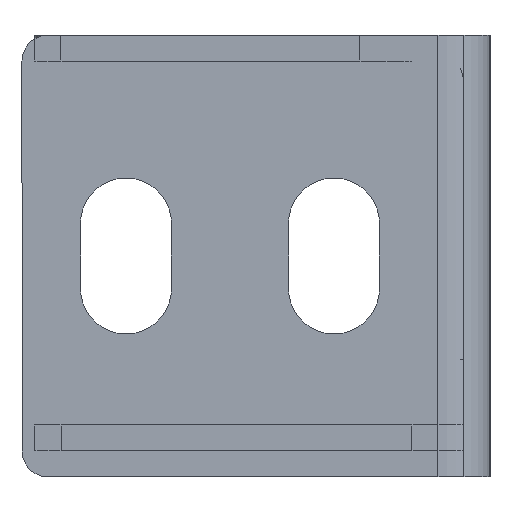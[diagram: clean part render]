
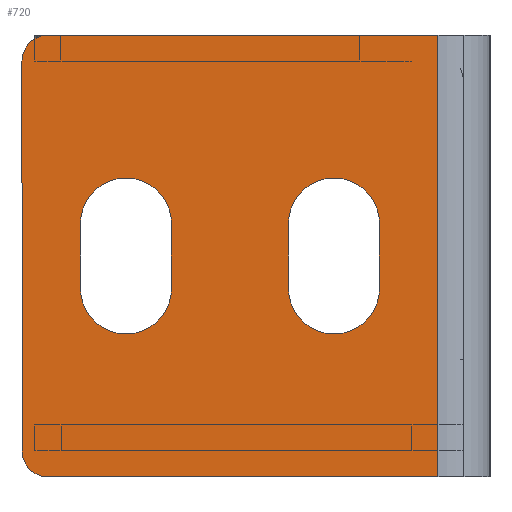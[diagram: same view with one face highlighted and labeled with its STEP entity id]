
A CAD part, left-side view. The second image highlights one B-rep face of the part: STEP entity #720.
In plain terms, the highlighted planar face has unit normal (-1, 0, 0).
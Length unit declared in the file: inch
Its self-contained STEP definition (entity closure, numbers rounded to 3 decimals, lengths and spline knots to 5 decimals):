
#1 = ORIENTED_EDGE ( 'NONE', *, *, #3559, .T. ) ;
#84 = DIRECTION ( 'NONE',  ( 0., 0., 1. ) ) ;
#101 = CARTESIAN_POINT ( 'NONE',  ( -43.0625, -0.625, 1.09375 ) ) ;
#111 = VERTEX_POINT ( 'NONE', #2713 ) ;
#124 = CARTESIAN_POINT ( 'NONE',  ( -43.0625, 0.375, 1.09375 ) ) ;
#128 = CARTESIAN_POINT ( 'NONE',  ( -43.0625, -0.40625, 1.09375 ) ) ;
#157 = EDGE_LOOP ( 'NONE', ( #2920, #561, #1, #2714 ) ) ;
#243 = EDGE_CURVE ( 'NONE', #3136, #4802, #667, .T. ) ;
#322 = DIRECTION ( 'NONE',  ( 0., 0., -1. ) ) ;
#368 = EDGE_LOOP ( 'NONE', ( #1913, #1571, #2362, #2395, #2788, #3401 ) ) ;
#440 = DIRECTION ( 'NONE',  ( 1., 0., 0. ) ) ;
#447 = CARTESIAN_POINT ( 'NONE',  ( -43.0625, 0.8125, 1.09375 ) ) ;
#451 = VECTOR ( 'NONE', #3568, 39.37008 ) ;
#478 = AXIS2_PLACEMENT_3D ( 'NONE', #4689, #2464, #2440 ) ;
#533 = ORIENTED_EDGE ( 'NONE', *, *, #3468, .F. ) ;
#547 = VERTEX_POINT ( 'NONE', #4247 ) ;
#561 = ORIENTED_EDGE ( 'NONE', *, *, #2159, .F. ) ;
#581 = CARTESIAN_POINT ( 'NONE',  ( -43.0625, 1.09375, 0.9375 ) ) ;
#590 = LINE ( 'NONE', #2739, #947 ) ;
#635 = FACE_BOUND ( 'NONE', #157, .T. ) ;
#645 = DIRECTION ( 'NONE',  ( 0., 0., -1. ) ) ;
#667 = LINE ( 'NONE', #709, #4653 ) ;
#709 = CARTESIAN_POINT ( 'NONE',  ( -43.0625, 0.8125, 0.9375 ) ) ;
#720 = ADVANCED_FACE ( 'NONE', ( #635, #1338, #2813 ), #3204, .T. ) ;
#731 = DIRECTION ( 'NONE',  ( 0., 0., 1. ) ) ;
#736 = CARTESIAN_POINT ( 'NONE',  ( -43.0625, 0.8125, 0.78125 ) ) ;
#793 = CARTESIAN_POINT ( 'NONE',  ( -43.0625, 0.375, 0.78125 ) ) ;
#808 = CARTESIAN_POINT ( 'NONE',  ( -43.0625, 0., -0.125 ) ) ;
#832 = DIRECTION ( 'NONE',  ( 1., 0., 0. ) ) ;
#858 = AXIS2_PLACEMENT_3D ( 'NONE', #4017, #4063, #2614 ) ;
#926 = VERTEX_POINT ( 'NONE', #3059 ) ;
#941 = EDGE_CURVE ( 'NONE', #2863, #3991, #1178, .T. ) ;
#947 = VECTOR ( 'NONE', #2793, 39.37008 ) ;
#1126 = VECTOR ( 'NONE', #84, 39.37008 ) ;
#1178 = CIRCLE ( 'NONE', #3895, 0.125 ) ;
#1336 = DIRECTION ( 'NONE',  ( 0., 0., 1. ) ) ;
#1338 = FACE_BOUND ( 'NONE', #4081, .T. ) ;
#1339 = AXIS2_PLACEMENT_3D ( 'NONE', #128, #832, #1954 ) ;
#1344 = DIRECTION ( 'NONE',  ( 0., 0., -1. ) ) ;
#1367 = CARTESIAN_POINT ( 'NONE',  ( -43.0625, -0.90625, 2. ) ) ;
#1478 = DIRECTION ( 'NONE',  ( 1., 0., 0. ) ) ;
#1508 = AXIS2_PLACEMENT_3D ( 'NONE', #2175, #4463, #1519 ) ;
#1519 = DIRECTION ( 'NONE',  ( 0., 0., 1. ) ) ;
#1523 = EDGE_CURVE ( 'NONE', #547, #4510, #3939, .T. ) ;
#1552 = CARTESIAN_POINT ( 'NONE',  ( -43.0625, -0.625, 0.78125 ) ) ;
#1571 = ORIENTED_EDGE ( 'NONE', *, *, #941, .F. ) ;
#1575 = EDGE_CURVE ( 'NONE', #4303, #111, #1715, .T. ) ;
#1591 = CARTESIAN_POINT ( 'NONE',  ( -43.0625, 0.375, 0.9375 ) ) ;
#1604 = LINE ( 'NONE', #808, #3406 ) ;
#1715 = CIRCLE ( 'NONE', #858, 0.21875 ) ;
#1723 = CARTESIAN_POINT ( 'NONE',  ( -43.0625, 1.09375, 0. ) ) ;
#1898 = EDGE_CURVE ( 'NONE', #926, #4533, #3605, .T. ) ;
#1913 = ORIENTED_EDGE ( 'NONE', *, *, #3318, .F. ) ;
#1954 = DIRECTION ( 'NONE',  ( 0., 0., 1. ) ) ;
#2026 = DIRECTION ( 'NONE',  ( 0., 0., 1. ) ) ;
#2080 = VECTOR ( 'NONE', #1336, 39.37008 ) ;
#2141 = CIRCLE ( 'NONE', #3457, 0.21875 ) ;
#2159 = EDGE_CURVE ( 'NONE', #3671, #3853, #3411, .T. ) ;
#2175 = CARTESIAN_POINT ( 'NONE',  ( -43.0625, 0.96875, 0. ) ) ;
#2274 = CARTESIAN_POINT ( 'NONE',  ( -43.0625, 0.59375, 0.78125 ) ) ;
#2357 = CARTESIAN_POINT ( 'NONE',  ( -43.0625, 0.96875, 1.875 ) ) ;
#2362 = ORIENTED_EDGE ( 'NONE', *, *, #4552, .F. ) ;
#2395 = ORIENTED_EDGE ( 'NONE', *, *, #1898, .F. ) ;
#2440 = DIRECTION ( 'NONE',  ( 0., 0., 1. ) ) ;
#2443 = LINE ( 'NONE', #3150, #451 ) ;
#2464 = DIRECTION ( 'NONE',  ( -1., 0., 0. ) ) ;
#2472 = CARTESIAN_POINT ( 'NONE',  ( -43.0625, -0.1875, 1.09375 ) ) ;
#2493 = CIRCLE ( 'NONE', #2716, 0.21875 ) ;
#2548 = EDGE_CURVE ( 'NONE', #926, #4510, #1604, .T. ) ;
#2614 = DIRECTION ( 'NONE',  ( 0., 0., 1. ) ) ;
#2703 = ORIENTED_EDGE ( 'NONE', *, *, #3967, .F. ) ;
#2713 = CARTESIAN_POINT ( 'NONE',  ( -43.0625, -0.1875, 0.78125 ) ) ;
#2714 = ORIENTED_EDGE ( 'NONE', *, *, #243, .F. ) ;
#2716 = AXIS2_PLACEMENT_3D ( 'NONE', #2274, #440, #4154 ) ;
#2739 = CARTESIAN_POINT ( 'NONE',  ( -43.0625, 0., 2. ) ) ;
#2761 = ORIENTED_EDGE ( 'NONE', *, *, #3102, .T. ) ;
#2788 = ORIENTED_EDGE ( 'NONE', *, *, #2548, .T. ) ;
#2793 = DIRECTION ( 'NONE',  ( 0., -1., 0. ) ) ;
#2813 = FACE_OUTER_BOUND ( 'NONE', #368, .T. ) ;
#2851 = CARTESIAN_POINT ( 'NONE',  ( -43.0625, 1.09375, 1.875 ) ) ;
#2863 = VERTEX_POINT ( 'NONE', #2851 ) ;
#2920 = ORIENTED_EDGE ( 'NONE', *, *, #4126, .T. ) ;
#2931 = CARTESIAN_POINT ( 'NONE',  ( -43.0625, 0.59375, 1.09375 ) ) ;
#3059 = CARTESIAN_POINT ( 'NONE',  ( -43.0625, 0.96875, -0.125 ) ) ;
#3074 = DIRECTION ( 'NONE',  ( 0., -1., 0. ) ) ;
#3102 = EDGE_CURVE ( 'NONE', #3417, #3940, #3435, .T. ) ;
#3136 = VERTEX_POINT ( 'NONE', #447 ) ;
#3150 = CARTESIAN_POINT ( 'NONE',  ( -43.0625, -0.625, 0.9375 ) ) ;
#3204 = PLANE ( 'NONE',  #478 ) ;
#3235 = LINE ( 'NONE', #3642, #4057 ) ;
#3318 = EDGE_CURVE ( 'NONE', #3991, #547, #590, .T. ) ;
#3325 = ORIENTED_EDGE ( 'NONE', *, *, #1575, .T. ) ;
#3401 = ORIENTED_EDGE ( 'NONE', *, *, #1523, .F. ) ;
#3406 = VECTOR ( 'NONE', #3074, 39.37008 ) ;
#3411 = LINE ( 'NONE', #1591, #1126 ) ;
#3417 = VERTEX_POINT ( 'NONE', #2472 ) ;
#3435 = CIRCLE ( 'NONE', #1339, 0.21875 ) ;
#3457 = AXIS2_PLACEMENT_3D ( 'NONE', #2931, #1478, #731 ) ;
#3468 = EDGE_CURVE ( 'NONE', #3417, #111, #3235, .T. ) ;
#3559 = EDGE_CURVE ( 'NONE', #3671, #4802, #2493, .T. ) ;
#3568 = DIRECTION ( 'NONE',  ( 0., 0., 1. ) ) ;
#3605 = CIRCLE ( 'NONE', #1508, 0.125 ) ;
#3642 = CARTESIAN_POINT ( 'NONE',  ( -43.0625, -0.1875, 0.9375 ) ) ;
#3671 = VERTEX_POINT ( 'NONE', #793 ) ;
#3804 = VECTOR ( 'NONE', #1344, 39.37008 ) ;
#3848 = DIRECTION ( 'NONE',  ( 1., 0., 0. ) ) ;
#3853 = VERTEX_POINT ( 'NONE', #124 ) ;
#3895 = AXIS2_PLACEMENT_3D ( 'NONE', #2357, #3848, #2026 ) ;
#3938 = CARTESIAN_POINT ( 'NONE',  ( -43.0625, 0.96875, 2. ) ) ;
#3939 = LINE ( 'NONE', #1367, #3804 ) ;
#3940 = VERTEX_POINT ( 'NONE', #101 ) ;
#3967 = EDGE_CURVE ( 'NONE', #4303, #3940, #2443, .T. ) ;
#3991 = VERTEX_POINT ( 'NONE', #3938 ) ;
#4017 = CARTESIAN_POINT ( 'NONE',  ( -43.0625, -0.40625, 0.78125 ) ) ;
#4057 = VECTOR ( 'NONE', #322, 39.37008 ) ;
#4063 = DIRECTION ( 'NONE',  ( 1., 0., 0. ) ) ;
#4081 = EDGE_LOOP ( 'NONE', ( #533, #2761, #2703, #3325 ) ) ;
#4126 = EDGE_CURVE ( 'NONE', #3136, #3853, #2141, .T. ) ;
#4154 = DIRECTION ( 'NONE',  ( 0., 0., 1. ) ) ;
#4247 = CARTESIAN_POINT ( 'NONE',  ( -43.0625, -0.90625, 2. ) ) ;
#4303 = VERTEX_POINT ( 'NONE', #1552 ) ;
#4463 = DIRECTION ( 'NONE',  ( 1., 0., 0. ) ) ;
#4510 = VERTEX_POINT ( 'NONE', #4606 ) ;
#4533 = VERTEX_POINT ( 'NONE', #1723 ) ;
#4552 = EDGE_CURVE ( 'NONE', #4533, #2863, #4656, .T. ) ;
#4606 = CARTESIAN_POINT ( 'NONE',  ( -43.0625, -0.90625, -0.125 ) ) ;
#4653 = VECTOR ( 'NONE', #645, 39.37008 ) ;
#4656 = LINE ( 'NONE', #581, #2080 ) ;
#4689 = CARTESIAN_POINT ( 'NONE',  ( -43.0625, -1.15625, 2. ) ) ;
#4802 = VERTEX_POINT ( 'NONE', #736 ) ;
